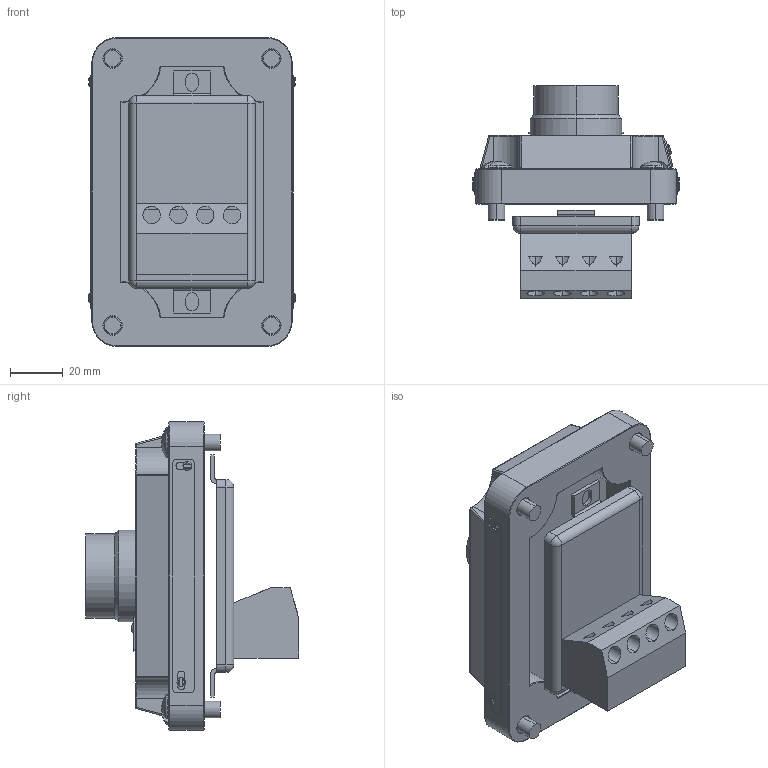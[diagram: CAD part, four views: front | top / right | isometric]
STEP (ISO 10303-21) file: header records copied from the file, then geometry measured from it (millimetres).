
FILE_DESCRIPTION (( 'STEP AP214' ), '1' );
FILE_NAME ('XCS-0B2.step', '2016-03-09T20:39:31', ( '' ), ( '' ), 'SwSTEP 2.0', 'SolidWorks 2015', '' );
FILE_SCHEMA (( 'AUTOMOTIVE_DESIGN' ));
Length unit declared in the file: millimetre
Products named in the file (1): XCS-0B2
Bounding box: 78.74 x 81.09 x 117.6 mm (x, y, z)
Volume: 207619.8 mm3; surface area: 55537.4 mm2
Topology: 10 solids, 10 shells, 470 faces, 1151 edges, 692 vertices
Faces by surface type: cylinder 171, plane 166, torus 78, bspline 24, cone 18, sphere 13
Entity records: 17283 total; most frequent: CARTESIAN_POINT 3313, DIRECTION 2396, ORIENTED_EDGE 2272, EDGE_CURVE 1136, AXIS2_PLACEMENT_3D 953, VERTEX_POINT 690, CIRCLE 506, EDGE_LOOP 504
